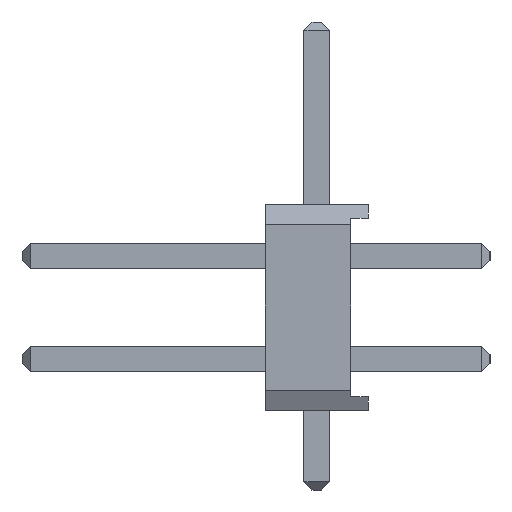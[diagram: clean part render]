
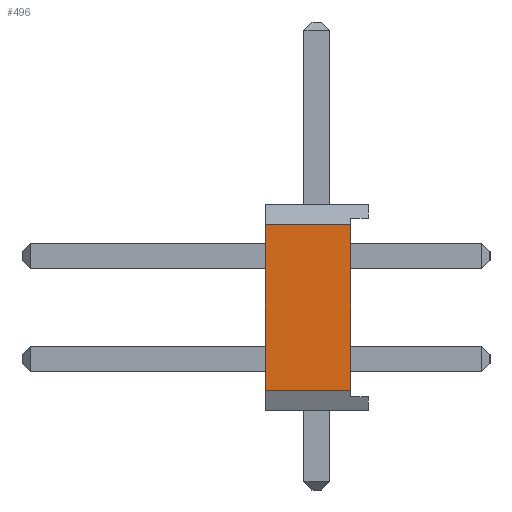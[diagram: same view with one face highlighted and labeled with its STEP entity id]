
A CAD part, left-side view. The second image highlights one B-rep face of the part: STEP entity #496.
In plain terms, the highlighted planar face has unit normal (-1, 0, 0).
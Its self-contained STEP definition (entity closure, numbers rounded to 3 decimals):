
#496 = ADVANCED_FACE( '', ( #1304 ), #1305, .T. );
#1304 = FACE_OUTER_BOUND( '', #2424, .T. );
#1305 = PLANE( '', #2425 );
#2424 = EDGE_LOOP( '', ( #4147, #4148, #4149, #4150 ) );
#2425 = AXIS2_PLACEMENT_3D( '', #4151, #4152, #4153 );
#4147 = ORIENTED_EDGE( '', *, *, #7066, .F. );
#4148 = ORIENTED_EDGE( '', *, *, #6754, .T. );
#4149 = ORIENTED_EDGE( '', *, *, #7067, .T. );
#4150 = ORIENTED_EDGE( '', *, *, #7068, .T. );
#4151 = CARTESIAN_POINT( '', ( -21.59, 0., 0. ) );
#4152 = DIRECTION( '', ( -1., 0., 0. ) );
#4153 = DIRECTION( '', ( 0., 0., 1. ) );
#6754 = EDGE_CURVE( '', #8217, #8215, #8218, .T. );
#7066 = EDGE_CURVE( '', #8217, #8750, #8751, .T. );
#7067 = EDGE_CURVE( '', #8215, #8752, #8753, .T. );
#7068 = EDGE_CURVE( '', #8752, #8750, #8754, .T. );
#8215 = VERTEX_POINT( '', #10317 );
#8217 = VERTEX_POINT( '', #10320 );
#8218 = LINE( '', #10321, #10322 );
#8750 = VERTEX_POINT( '', #11126 );
#8751 = LINE( '', #11127, #11128 );
#8752 = VERTEX_POINT( '', #11129 );
#8753 = LINE( '', #11130, #11131 );
#8754 = LINE( '', #11132, #11133 );
#10317 = CARTESIAN_POINT( '', ( -21.59, -0.832, 0.77 ) );
#10320 = CARTESIAN_POINT( '', ( -21.59, -0.832, -3.31 ) );
#10321 = CARTESIAN_POINT( '', ( -21.59, -0.832, 0. ) );
#10322 = VECTOR( '', #12767, 1000. );
#11126 = CARTESIAN_POINT( '', ( -21.59, 1.27, -3.31 ) );
#11127 = CARTESIAN_POINT( '', ( -21.59, 0., -3.31 ) );
#11128 = VECTOR( '', #13040, 1000. );
#11129 = CARTESIAN_POINT( '', ( -21.59, 1.27, 0.77 ) );
#11130 = CARTESIAN_POINT( '', ( -21.59, 0., 0.77 ) );
#11131 = VECTOR( '', #13041, 1000. );
#11132 = CARTESIAN_POINT( '', ( -21.59, 1.27, 1.27 ) );
#11133 = VECTOR( '', #13042, 1000. );
#12767 = DIRECTION( '', ( 0., 0., 1. ) );
#13040 = DIRECTION( '', ( 0., 1., 0. ) );
#13041 = DIRECTION( '', ( 0., 1., 0. ) );
#13042 = DIRECTION( '', ( 0., 0., -1. ) );
